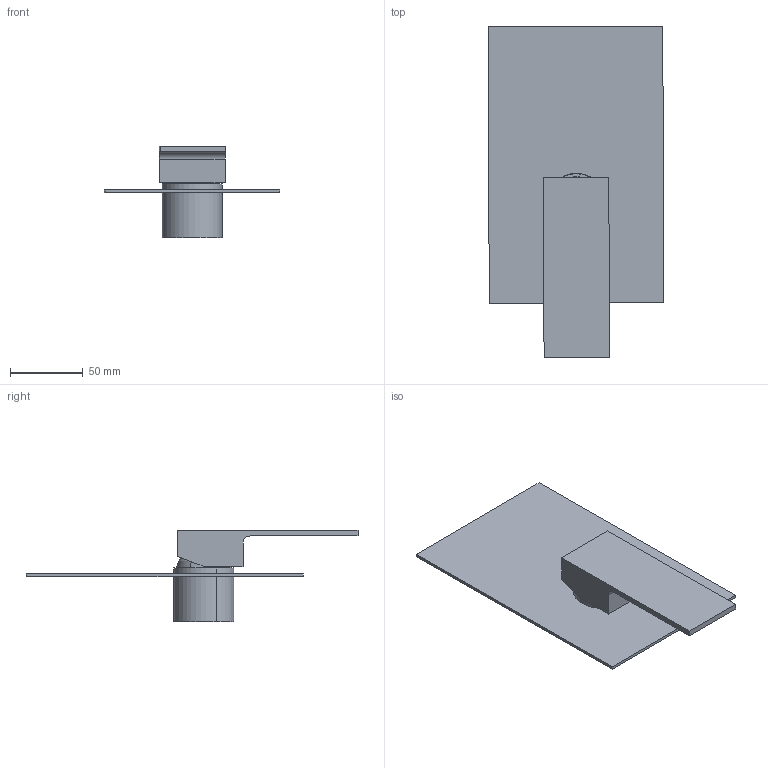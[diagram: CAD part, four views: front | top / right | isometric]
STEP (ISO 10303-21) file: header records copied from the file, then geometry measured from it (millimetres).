
FILE_DESCRIPTION (( 'STEP AP214' ), '1' );
FILE_NAME ('14189.STEP', '2024-02-08T14:06:42', ( '' ), ( '' ), 'SwSTEP 2.0', 'SolidWorks 2018', '' );
FILE_SCHEMA (( 'AUTOMOTIVE_DESIGN' ));
Length unit declared in the file: millimetre
Products named in the file (5): contenitore cart. diam.35; 14189; 534; leva H uno incasso; cappuccio minimalista
Assembly tree (4 placements, depth 2):
  14189
    534
    contenitore cart. diam.35
    cappuccio minimalista
    leva H uno incasso
Bounding box: 120.8 x 228.09 x 63 mm (x, y, z)
Volume: 128915.4 mm3; surface area: 74677.4 mm2
Topology: 4 solids, 4 shells, 41 faces, 93 edges, 62 vertices
Faces by surface type: plane 34, cylinder 5, bspline 2
Entity records: 1357 total; most frequent: CARTESIAN_POINT 229, DIRECTION 197, ORIENTED_EDGE 186, EDGE_CURVE 93, LINE 77, VECTOR 77, VERTEX_POINT 62, AXIS2_PLACEMENT_3D 60
